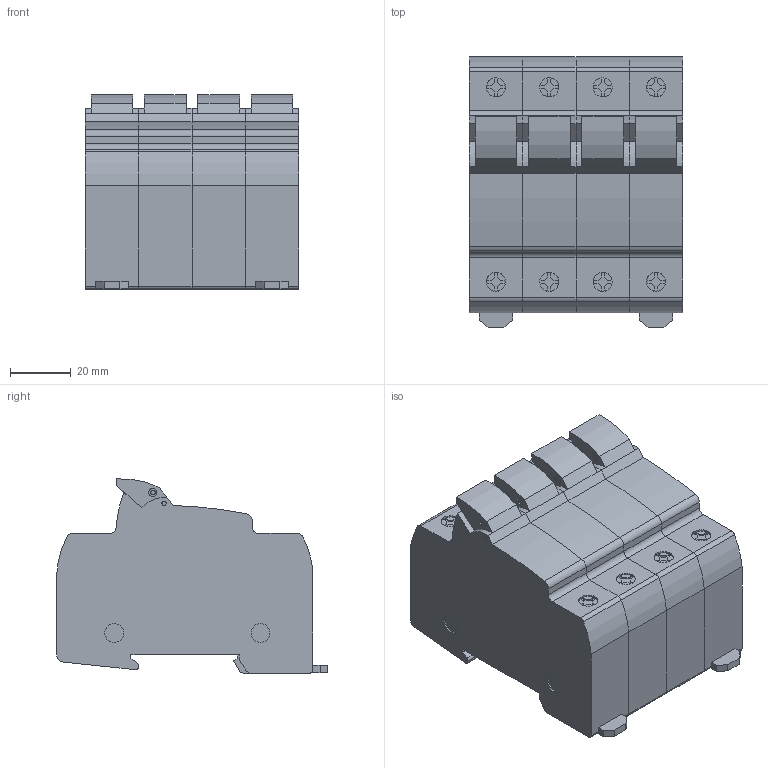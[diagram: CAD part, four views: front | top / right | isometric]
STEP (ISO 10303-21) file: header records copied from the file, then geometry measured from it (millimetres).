
FILE_DESCRIPTION((''),'2;1');
FILE_NAME('3d_FB01F3N.stp','2014-06-05T08:06:58',(''),(''),'Mechanical Desktop 2011','Mechanical Desktop 2011',', , ');
FILE_SCHEMA(('CONFIG_CONTROL_DESIGN'));
Length unit declared in the file: millimetre
Products named in the file (1): Product
Bounding box: 70 x 88.8 x 63.71 mm (x, y, z)
Volume: 280627 mm3; surface area: 55183 mm2
Topology: 12 solids, 12 shells, 464 faces, 1338 edges, 1066 vertices
Faces by surface type: plane 294, cylinder 170
Entity records: 15230 total; most frequent: CARTESIAN_POINT 2739, DIRECTION 2714, ORIENTED_EDGE 2416, EDGE_CURVE 1208, AXIS2_PLACEMENT_3D 911, VECTOR 892, LINE 892, VERTEX_POINT 816
